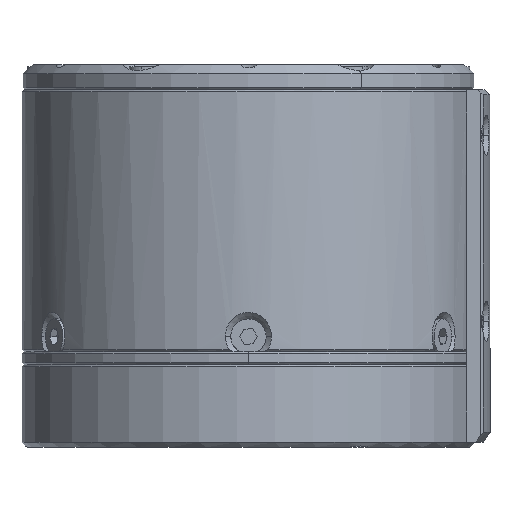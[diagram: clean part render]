
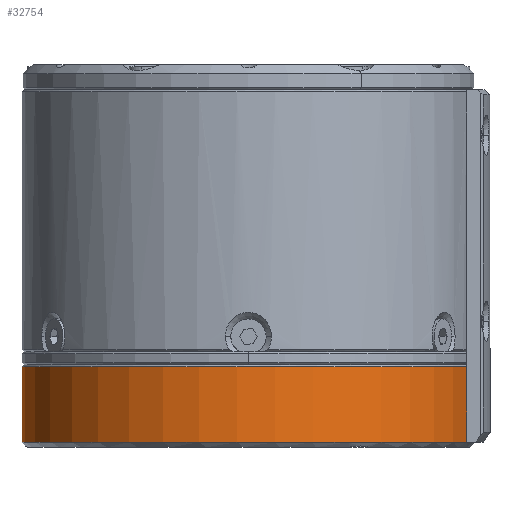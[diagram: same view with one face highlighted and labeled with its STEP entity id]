
A CAD part, front view. The second image highlights one B-rep face of the part: STEP entity #32754.
In plain terms, the highlighted cylindrical face has radius 22.5 mm (diameter 45 mm), a partial arc.
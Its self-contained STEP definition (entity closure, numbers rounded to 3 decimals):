
#1234 = DIRECTION ( 'NONE',  ( 0., 0., -1. ) ) ;
#2471 = DIRECTION ( 'NONE',  ( 0., 0., 1. ) ) ;
#3537 = EDGE_CURVE ( 'NONE', #8214, #29037, #32214, .T. ) ;
#4208 = VECTOR ( 'NONE', #1234, 1000. ) ;
#4980 = CARTESIAN_POINT ( 'NONE',  ( 0., 0., -35.5 ) ) ;
#5027 = EDGE_CURVE ( 'NONE', #9429, #29037, #10762, .T. ) ;
#6338 = CARTESIAN_POINT ( 'NONE',  ( -22.5, 0., -35.5 ) ) ;
#6626 = AXIS2_PLACEMENT_3D ( 'NONE', #23742, #12983, #8275 ) ;
#6843 = ORIENTED_EDGE ( 'NONE', *, *, #5027, .T. ) ;
#8214 = VERTEX_POINT ( 'NONE', #6338 ) ;
#8275 = DIRECTION ( 'NONE',  ( -1., 0., 0. ) ) ;
#8683 = CARTESIAN_POINT ( 'NONE',  ( 0., 0., -23.019 ) ) ;
#9429 = VERTEX_POINT ( 'NONE', #26627 ) ;
#9504 = CARTESIAN_POINT ( 'NONE',  ( -22.5, 0., -28. ) ) ;
#10030 = DIRECTION ( 'NONE',  ( 1., 0., 0. ) ) ;
#10133 = ORIENTED_EDGE ( 'NONE', *, *, #3537, .F. ) ;
#10762 = CIRCLE ( 'NONE', #6626, 22.5 ) ;
#10885 = FACE_OUTER_BOUND ( 'NONE', #27003, .T. ) ;
#12347 = LINE ( 'NONE', #32616, #4208 ) ;
#12983 = DIRECTION ( 'NONE',  ( 0., 0., -1. ) ) ;
#13299 = DIRECTION ( 'NONE',  ( 0., 0., 1. ) ) ;
#16200 = CIRCLE ( 'NONE', #19663, 22.5 ) ;
#19542 = DIRECTION ( 'NONE',  ( 0., 0., 1. ) ) ;
#19663 = AXIS2_PLACEMENT_3D ( 'NONE', #4980, #2471, #10030 ) ;
#22509 = CARTESIAN_POINT ( 'NONE',  ( 21.685, -6., -35.5 ) ) ;
#23742 = CARTESIAN_POINT ( 'NONE',  ( 0., 0., -28. ) ) ;
#24059 = EDGE_CURVE ( 'NONE', #8214, #31250, #16200, .T. ) ;
#24725 = DIRECTION ( 'NONE',  ( -1., 0., 0. ) ) ;
#26405 = VECTOR ( 'NONE', #13299, 1000. ) ;
#26627 = CARTESIAN_POINT ( 'NONE',  ( 21.685, -6., -28. ) ) ;
#27003 = EDGE_LOOP ( 'NONE', ( #10133, #27943, #31517, #6843 ) ) ;
#27261 = CYLINDRICAL_SURFACE ( 'NONE', #27727, 22.5 ) ;
#27727 = AXIS2_PLACEMENT_3D ( 'NONE', #8683, #19542, #24725 ) ;
#27943 = ORIENTED_EDGE ( 'NONE', *, *, #24059, .T. ) ;
#28543 = EDGE_CURVE ( 'NONE', #9429, #31250, #12347, .T. ) ;
#29037 = VERTEX_POINT ( 'NONE', #9504 ) ;
#31250 = VERTEX_POINT ( 'NONE', #22509 ) ;
#31517 = ORIENTED_EDGE ( 'NONE', *, *, #28543, .F. ) ;
#31759 = CARTESIAN_POINT ( 'NONE',  ( -22.5, 0., -23.019 ) ) ;
#32214 = LINE ( 'NONE', #31759, #26405 ) ;
#32616 = CARTESIAN_POINT ( 'NONE',  ( 21.685, -6., -23.019 ) ) ;
#32754 = ADVANCED_FACE ( 'NONE', ( #10885 ), #27261, .T. ) ;
